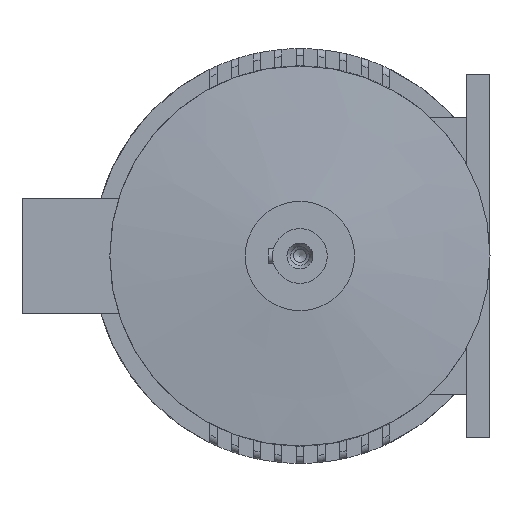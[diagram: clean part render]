
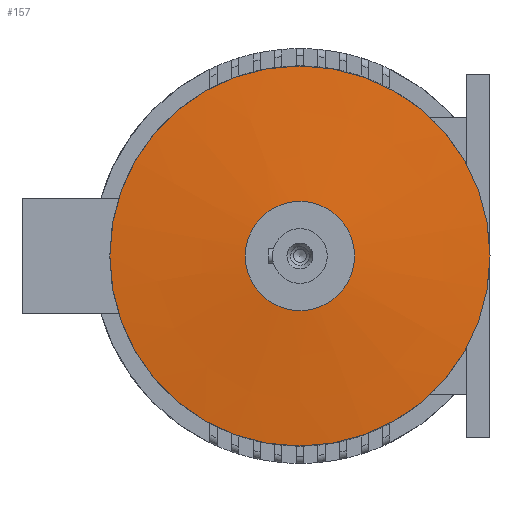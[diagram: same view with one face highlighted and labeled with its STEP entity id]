
A CAD part, left-side view. The second image highlights one B-rep face of the part: STEP entity #157.
In plain terms, the highlighted conical face has half-angle 84.694 degrees and reference radius 85 mm.
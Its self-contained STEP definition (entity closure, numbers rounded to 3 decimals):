
#157=ADVANCED_FACE('',(#2029,#2031),#2033,.T.);
#2029=FACE_BOUND('',#2030,.T.);
#2030=EDGE_LOOP('',(#3462,#3463));
#2031=FACE_BOUND('',#2032,.T.);
#2032=EDGE_LOOP('',(#3464,#3465));
#2033=CONICAL_SURFACE('',#2034,85.,1.478);
#2034=AXIS2_PLACEMENT_3D('',#2035,#2036,#2037);
#2035=CARTESIAN_POINT('',(111.035,0.,0.));
#2036=DIRECTION('',(1.,0.,-0.));
#2037=DIRECTION('',(0.,0.,1.));
#3462=ORIENTED_EDGE('',*,*,#4522,.T.);
#3463=ORIENTED_EDGE('',*,*,#4523,.T.);
#3464=ORIENTED_EDGE('',*,*,#4520,.F.);
#3465=ORIENTED_EDGE('',*,*,#4519,.F.);
#4519=EDGE_CURVE('',#5071,#5072,#5073,.T.);
#4520=EDGE_CURVE('',#5072,#5071,#5074,.T.);
#4522=EDGE_CURVE('',#5077,#5078,#5079,.T.);
#4523=EDGE_CURVE('',#5078,#5077,#5080,.T.);
#5071=VERTEX_POINT('',#6667);
#5072=VERTEX_POINT('',#6668);
#5073=CIRCLE('',#6669,38.);
#5074=CIRCLE('',#6673,38.);
#5077=VERTEX_POINT('',#6682);
#5078=VERTEX_POINT('',#6683);
#5079=CIRCLE('',#6684,132.);
#5080=CIRCLE('',#6688,132.);
#6667=CARTESIAN_POINT('',(106.67,0.,38.));
#6668=CARTESIAN_POINT('',(106.67,0.,-38.));
#6669=AXIS2_PLACEMENT_3D('',#6670,#6671,#6672);
#6670=CARTESIAN_POINT('',(106.67,0.,0.));
#6671=DIRECTION('',(-1.,0.,0.));
#6672=DIRECTION('',(0.,0.,1.));
#6673=AXIS2_PLACEMENT_3D('',#6674,#6675,#6676);
#6674=CARTESIAN_POINT('',(106.67,0.,0.));
#6675=DIRECTION('',(-1.,0.,0.));
#6676=DIRECTION('',(0.,0.,-1.));
#6682=CARTESIAN_POINT('',(115.4,0.,132.));
#6683=CARTESIAN_POINT('',(115.4,0.,-132.));
#6684=AXIS2_PLACEMENT_3D('',#6685,#6686,#6687);
#6685=CARTESIAN_POINT('',(115.4,0.,0.));
#6686=DIRECTION('',(-1.,-0.,0.));
#6687=DIRECTION('',(-0.,0.,1.));
#6688=AXIS2_PLACEMENT_3D('',#6689,#6690,#6691);
#6689=CARTESIAN_POINT('',(115.4,0.,0.));
#6690=DIRECTION('',(-1.,-0.,0.));
#6691=DIRECTION('',(0.,0.,-1.));
